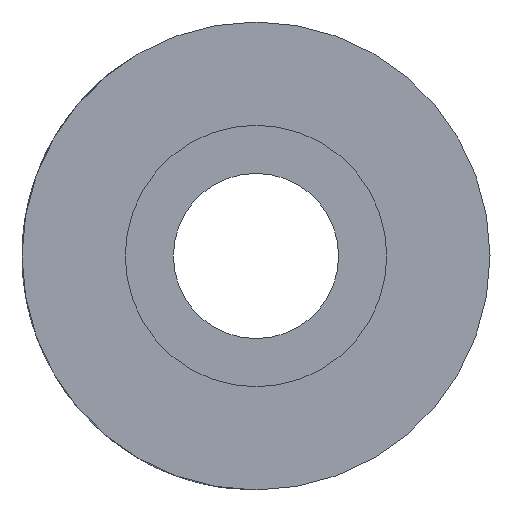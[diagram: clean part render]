
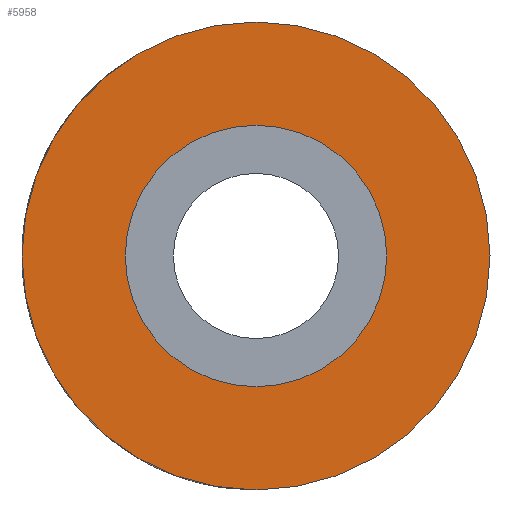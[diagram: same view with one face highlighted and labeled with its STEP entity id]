
A CAD part, left-side view. The second image highlights one B-rep face of the part: STEP entity #5958.
In plain terms, the highlighted planar face has unit normal (-1, 0, 0).
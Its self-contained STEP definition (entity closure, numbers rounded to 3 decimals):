
#604 = CIRCLE ( 'NONE', #1002, 8.5 ) ;
#784 = CARTESIAN_POINT ( 'NONE',  ( 0., 0., -4.75 ) ) ;
#1002 = AXIS2_PLACEMENT_3D ( 'NONE', #4251, #6757, #4446 ) ;
#1296 = AXIS2_PLACEMENT_3D ( 'NONE', #1608, #4139, #7391 ) ;
#1370 = EDGE_CURVE ( 'NONE', #8137, #2233, #604, .T. ) ;
#1383 = CARTESIAN_POINT ( 'NONE',  ( 0., 0., 8.5 ) ) ;
#1547 = CIRCLE ( 'NONE', #4862, 8.5 ) ;
#1554 = CARTESIAN_POINT ( 'NONE',  ( 0., 0., 4.75 ) ) ;
#1608 = CARTESIAN_POINT ( 'NONE',  ( 0., 0., 0. ) ) ;
#1808 = AXIS2_PLACEMENT_3D ( 'NONE', #4020, #3434, #5986 ) ;
#2097 = CARTESIAN_POINT ( 'NONE',  ( 0., 0., 0. ) ) ;
#2114 = EDGE_CURVE ( 'NONE', #3453, #7446, #4460, .T. ) ;
#2233 = VERTEX_POINT ( 'NONE', #1383 ) ;
#2327 = AXIS2_PLACEMENT_3D ( 'NONE', #2097, #6672, #4708 ) ;
#2880 = FACE_BOUND ( 'NONE', #7443, .T. ) ;
#2946 = ORIENTED_EDGE ( 'NONE', *, *, #7558, .T. ) ;
#3434 = DIRECTION ( 'NONE',  ( -1., 0., 0. ) ) ;
#3453 = VERTEX_POINT ( 'NONE', #1554 ) ;
#3930 = CARTESIAN_POINT ( 'NONE',  ( 0., 0., 0. ) ) ;
#3998 = ORIENTED_EDGE ( 'NONE', *, *, #1370, .T. ) ;
#4020 = CARTESIAN_POINT ( 'NONE',  ( 0., 0., 0. ) ) ;
#4139 = DIRECTION ( 'NONE',  ( 1., 0., 0. ) ) ;
#4163 = EDGE_CURVE ( 'NONE', #7446, #3453, #6476, .T. ) ;
#4251 = CARTESIAN_POINT ( 'NONE',  ( 0., 0., 0. ) ) ;
#4446 = DIRECTION ( 'NONE',  ( 0., 0., 1. ) ) ;
#4460 = CIRCLE ( 'NONE', #2327, 4.75 ) ;
#4536 = EDGE_LOOP ( 'NONE', ( #2946, #3998 ) ) ;
#4708 = DIRECTION ( 'NONE',  ( 0., 0., 1. ) ) ;
#4849 = PLANE ( 'NONE',  #1296 ) ;
#4862 = AXIS2_PLACEMENT_3D ( 'NONE', #3930, #5894, #6976 ) ;
#5076 = ORIENTED_EDGE ( 'NONE', *, *, #2114, .F. ) ;
#5885 = CARTESIAN_POINT ( 'NONE',  ( 0., 0., -8.5 ) ) ;
#5894 = DIRECTION ( 'NONE',  ( -1., 0., 0. ) ) ;
#5958 = ADVANCED_FACE ( 'NONE', ( #2880, #6185 ), #4849, .F. ) ;
#5986 = DIRECTION ( 'NONE',  ( 0., 0., 1. ) ) ;
#6185 = FACE_OUTER_BOUND ( 'NONE', #4536, .T. ) ;
#6476 = CIRCLE ( 'NONE', #1808, 4.75 ) ;
#6672 = DIRECTION ( 'NONE',  ( -1., 0., 0. ) ) ;
#6757 = DIRECTION ( 'NONE',  ( -1., 0., 0. ) ) ;
#6976 = DIRECTION ( 'NONE',  ( 0., 0., 1. ) ) ;
#7391 = DIRECTION ( 'NONE',  ( 0., 0., -1. ) ) ;
#7407 = ORIENTED_EDGE ( 'NONE', *, *, #4163, .F. ) ;
#7443 = EDGE_LOOP ( 'NONE', ( #5076, #7407 ) ) ;
#7446 = VERTEX_POINT ( 'NONE', #784 ) ;
#7558 = EDGE_CURVE ( 'NONE', #2233, #8137, #1547, .T. ) ;
#8137 = VERTEX_POINT ( 'NONE', #5885 ) ;
